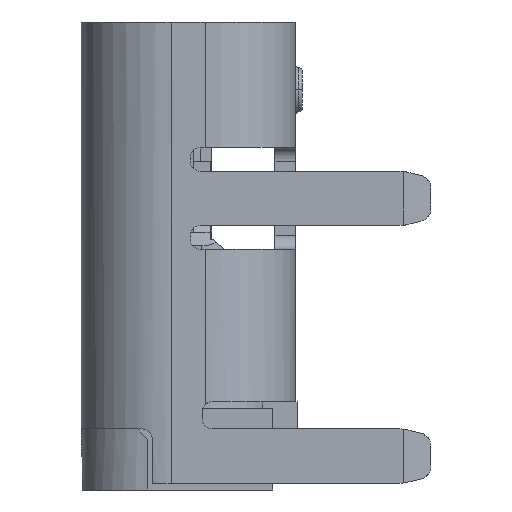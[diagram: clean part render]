
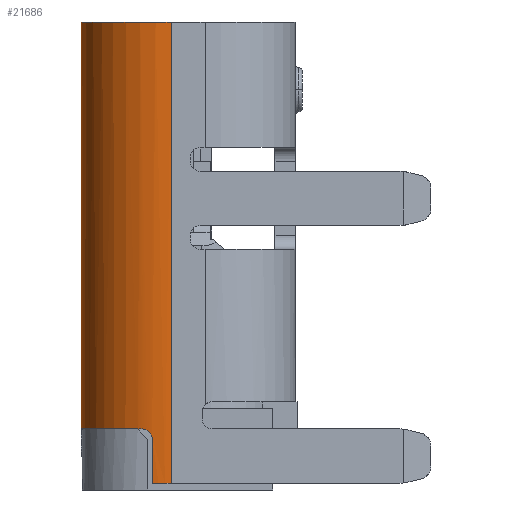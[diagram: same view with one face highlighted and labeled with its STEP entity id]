
A CAD part, left-side view. The second image highlights one B-rep face of the part: STEP entity #21686.
In plain terms, the highlighted cylindrical face has radius 1.33 mm (diameter 2.66 mm), a partial arc.
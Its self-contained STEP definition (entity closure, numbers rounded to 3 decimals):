
#3920=CARTESIAN_POINT('',(-3.14,0.25,4.8));
#3921=DIRECTION('',(0.,0.,-1.));
#3922=DIRECTION('',(-1.,0.,0.));
#3923=AXIS2_PLACEMENT_3D('',#3920,#3921,#3922);
#5698=CARTESIAN_POINT('',(-3.14,0.25,-1.2));
#5699=DIRECTION('',(0.,0.,-1.));
#5700=DIRECTION('',(-0.928,0.372,0.));
#5701=AXIS2_PLACEMENT_3D('',#5698,#5699,#5700);
#5735=CARTESIAN_POINT('',(-3.14,0.25,-1.2));
#5736=DIRECTION('',(0.,0.,-1.));
#5737=DIRECTION('',(-0.282,0.959,0.));
#5738=AXIS2_PLACEMENT_3D('',#5735,#5736,#5737);
#5740=DIRECTION('',(0.,0.,-1.));
#5741=VECTOR('',#5740,6.8);
#5742=CARTESIAN_POINT('',(-4.47,0.25,4.8));
#5743=LINE('',#5742,#5741);
#5744=DIRECTION('',(0.,0.,-1.));
#5745=VECTOR('',#5744,0.65);
#5746=CARTESIAN_POINT('',(-4.44,0.53,-1.35));
#5747=LINE('',#5746,#5745);
#5748=CARTESIAN_POINT('',(-3.14,0.25,-1.2));
#5749=DIRECTION('',(0.,0.,-1.));
#5750=DIRECTION('',(-0.946,0.323,0.));
#5751=AXIS2_PLACEMENT_3D('',#5748,#5749,#5750);
#6429=DIRECTION('',(0.,0.,-1.));
#6430=VECTOR('',#6429,6.048);
#6431=CARTESIAN_POINT('',(-3.14,1.58,4.8));
#6432=LINE('',#6431,#6430);
#7392=CARTESIAN_POINT('',(-3.14,1.58,
-1.248));
#7393=CARTESIAN_POINT('',(-3.146,1.58,
-1.242));
#7394=CARTESIAN_POINT('',(-3.159,1.58,
-1.23));
#7395=CARTESIAN_POINT('',(-3.184,1.579,
-1.214));
#7396=CARTESIAN_POINT('',(-3.214,1.578,
-1.203));
#7397=CARTESIAN_POINT('',(-3.238,1.576,-1.2));
#7398=CARTESIAN_POINT('',(-3.25,1.575,-1.2));
#7407=CARTESIAN_POINT('',(-4.399,0.68,-1.2));
#7408=CARTESIAN_POINT('',(-4.403,0.667,-1.2));
#7409=CARTESIAN_POINT('',(-4.412,0.64,
-1.203));
#7410=CARTESIAN_POINT('',(-4.422,0.603,
-1.219));
#7411=CARTESIAN_POINT('',(-4.43,0.572,
-1.243));
#7412=CARTESIAN_POINT('',(-4.436,0.548,
-1.274));
#7413=CARTESIAN_POINT('',(-4.44,0.533,
-1.312));
#7414=CARTESIAN_POINT('',(-4.44,0.53,
-1.337));
#7415=CARTESIAN_POINT('',(-4.44,0.53,-1.35));
#7813=CARTESIAN_POINT('',(-3.14,0.25,-2.));
#7814=DIRECTION('',(0.,0.,1.));
#7815=DIRECTION('',(-0.978,0.211,0.));
#7816=AXIS2_PLACEMENT_3D('',#7813,#7814,#7815);
#11464=CARTESIAN_POINT('',(-3.14,1.58,4.8));
#11466=VERTEX_POINT('',#11464);
#11484=CARTESIAN_POINT('',(-4.47,0.25,4.8));
#11485=VERTEX_POINT('',#11484);
#11486=CARTESIAN_POINT('',(-4.47,0.25,-2.));
#11487=VERTEX_POINT('',#11486);
#12049=CARTESIAN_POINT('',(-4.44,0.53,-2.));
#12051=VERTEX_POINT('',#12049);
#12072=CARTESIAN_POINT('',(-3.25,1.575,-1.2));
#12074=VERTEX_POINT('',#12072);
#12077=CARTESIAN_POINT('',(-4.399,0.68,-1.2));
#12079=VERTEX_POINT('',#12077);
#12080=CARTESIAN_POINT('',(-4.44,0.53,-1.35));
#12081=VERTEX_POINT('',#12080);
#12089=CARTESIAN_POINT('',(-3.14,1.58,
-1.248));
#12091=VERTEX_POINT('',#12089);
#12743=CARTESIAN_POINT('',(-4.374,0.745,-1.2));
#12745=VERTEX_POINT('',#12743);
#12750=CARTESIAN_POINT('',(-3.515,1.526,-1.2));
#12751=VERTEX_POINT('',#12750);
#21663=CARTESIAN_POINT('',(-3.14,0.25,4.8));
#21664=DIRECTION('',(0.,0.,-1.));
#21665=DIRECTION('',(-1.,0.,0.));
#21666=AXIS2_PLACEMENT_3D('',#21663,#21664,#21665);
#21667=CYLINDRICAL_SURFACE('',#21666,1.33);
#21668=ORIENTED_EDGE('',*,*,#21632,.T.);
#21670=ORIENTED_EDGE('',*,*,#21669,.T.);
#21672=ORIENTED_EDGE('',*,*,#21671,.F.);
#21674=ORIENTED_EDGE('',*,*,#21673,.F.);
#21675=ORIENTED_EDGE('',*,*,#18649,.F.);
#21676=ORIENTED_EDGE('',*,*,#18744,.T.);
#21678=ORIENTED_EDGE('',*,*,#21677,.F.);
#21679=ORIENTED_EDGE('',*,*,#21584,.F.);
#21681=ORIENTED_EDGE('',*,*,#21680,.F.);
#21683=ORIENTED_EDGE('',*,*,#21682,.T.);
#21684=EDGE_LOOP('',(#21668,#21670,#21672,#21674,#21675,#21676,#21678,#21679,
#21681,#21683));
#21685=FACE_OUTER_BOUND('',#21684,.F.);
#3924=CIRCLE('',#3923,1.33);
#5702=CIRCLE('',#5701,1.33);
#5739=CIRCLE('',#5738,1.33);
#5752=CIRCLE('',#5751,1.33);
#7399=B_SPLINE_CURVE_WITH_KNOTS('',3,(#7392,#7393,#7394,#7395,#7396,#7397,
#7398),.UNSPECIFIED.,.F.,.F.,(4,1,1,1,4),(0.,0.25,0.5,0.75,1.),
.UNSPECIFIED.);
#7416=B_SPLINE_CURVE_WITH_KNOTS('',3,(#7407,#7408,#7409,#7410,#7411,#7412,#7413,
#7414,#7415),.UNSPECIFIED.,.F.,.F.,(4,1,1,1,1,1,4),(0.,0.167,
0.333,0.5,0.667,0.833,1.),
.UNSPECIFIED.);
#7817=CIRCLE('',#7816,1.33);
#18649=EDGE_CURVE('',#11485,#11466,#3924,.T.);
#18744=EDGE_CURVE('',#11485,#11487,#5743,.T.);
#21584=EDGE_CURVE('',#12081,#12051,#5747,.T.);
#21632=EDGE_CURVE('',#12745,#12751,#5702,.T.);
#21669=EDGE_CURVE('',#12751,#12074,#5739,.T.);
#21671=EDGE_CURVE('',#12091,#12074,#7399,.T.);
#21673=EDGE_CURVE('',#11466,#12091,#6432,.T.);
#21677=EDGE_CURVE('',#12051,#11487,#7817,.T.);
#21680=EDGE_CURVE('',#12079,#12081,#7416,.T.);
#21682=EDGE_CURVE('',#12079,#12745,#5752,.T.);
#21686=ADVANCED_FACE('',(#21685),#21667,.T.);
